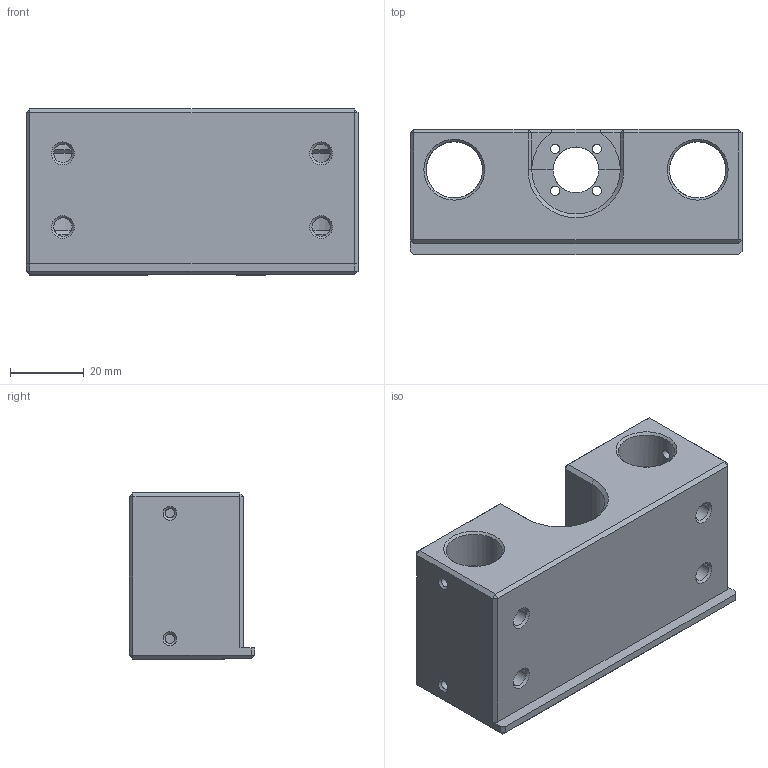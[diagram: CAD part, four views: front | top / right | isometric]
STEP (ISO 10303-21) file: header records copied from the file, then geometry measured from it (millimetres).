
FILE_DESCRIPTION(('FreeCAD Model'),'2;1');
FILE_NAME('Open CASCADE Shape Model','2024-06-08T19:39:25',(''),(''), 'Open CASCADE STEP processor 7.6','FreeCAD','Unknown');
FILE_SCHEMA(('AUTOMOTIVE_DESIGN { 1 0 10303 214 1 1 1 1 }'));
Length unit declared in the file: millimetre
Products named in the file (1): Z-Sled
Bounding box: 90 x 34 x 45 mm (x, y, z)
Volume: 89462.2 mm3; surface area: 22698.9 mm2
Topology: 1 solids, 1 shells, 119 faces, 299 edges, 172 vertices
Faces by surface type: plane 63, cylinder 29, cone 27
Full cylindrical faces by diameter (mm): 2.5 x8, 5 x4, 12.4 x1, 15.3 x4, 17.3 x2
Entity records: 4432 total; most frequent: CARTESIAN_POINT 1540, ORIENTED_EDGE 598, DIRECTION 593, EDGE_CURVE 299, AXIS2_PLACEMENT_3D 204, LINE 185, VECTOR 185, VERTEX_POINT 172
